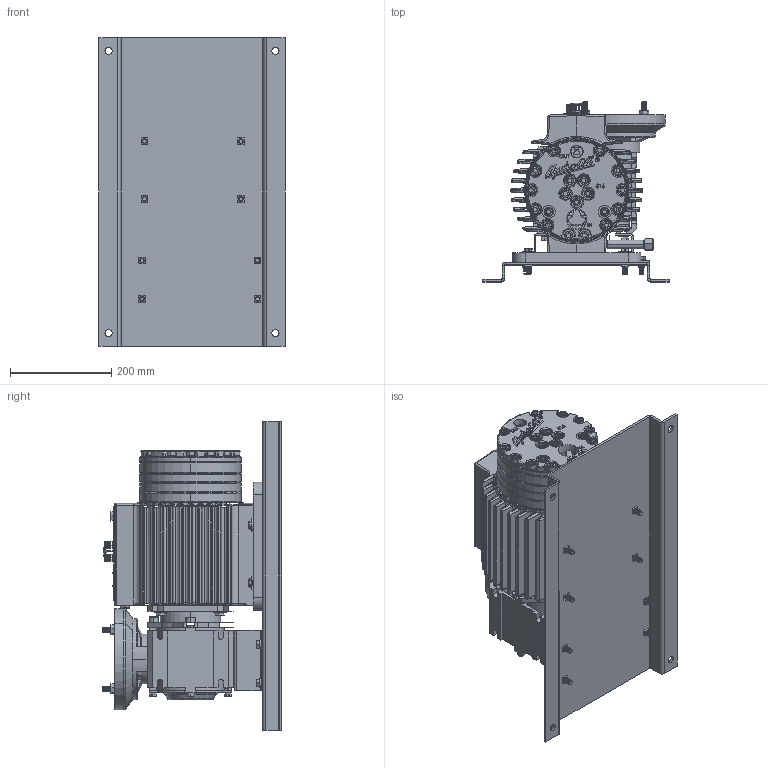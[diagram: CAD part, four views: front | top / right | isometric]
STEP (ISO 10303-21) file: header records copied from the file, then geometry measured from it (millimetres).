
FILE_DESCRIPTION (( 'STEP AP214' ), '1' );
FILE_NAME ('P500 METALLIC IEC90B5.STEP', '2018-08-20T14:30:13', ( '' ), ( '' ), 'SwSTEP 2.0', 'SolidWorks 2017', '' );
FILE_SCHEMA (( 'AUTOMOTIVE_DESIGN' ));
Length unit declared in the file: inch
Products named in the file (1): P500 METALLIC IEC90B5
Bounding box: 368.3 x 355.89 x 609.6 mm (x, y, z)
Surface area: 1614281.8 mm2 (no closed solid volume)
Topology: 0 solids, 250 shells, 1913 faces, 7642 edges, 5752 vertices
Faces by surface type: cylinder 860, plane 604, cone 212, bspline 148, torus 83, sphere 6
Entity records: 132317 total; most frequent: CARTESIAN_POINT 50558, ORIENTED_EDGE 10868, DIRECTION 10733, EDGE_CURVE 7639, VERTEX_POINT 5752, AXIS2_PLACEMENT_3D 4007, VECTOR 2719, LINE 2719
